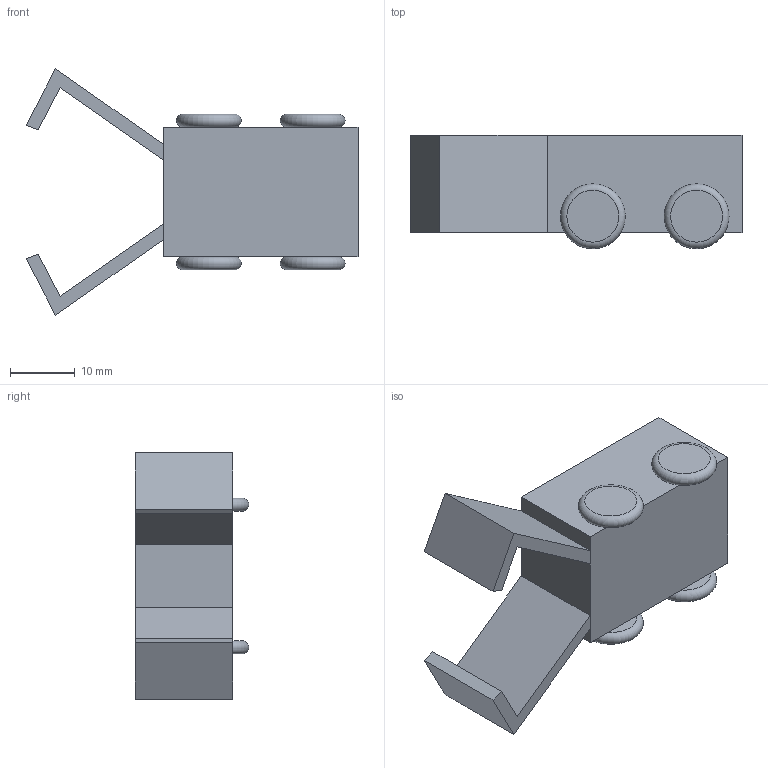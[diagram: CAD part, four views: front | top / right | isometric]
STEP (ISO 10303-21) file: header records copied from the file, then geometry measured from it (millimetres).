
FILE_DESCRIPTION(/* description */ (''),/* implementation_level */ '2;1');
FILE_NAME(/* name */ 'Prototype4 v0.step',/* time_stamp */ '2021-02-21T23:48:01+00:00',/* author */ (''),/* organization */ (''),/* preprocessor_version */ 'ST-DEVELOPER v18.1',/* originating_system */ 'Autodesk Translation Framework v9.7.1.1290',/* authorisation */ '');
FILE_SCHEMA (('AUTOMOTIVE_DESIGN { 1 0 10303 214 3 1 1 }'));
Length unit declared in the file: millimetre
Products named in the file (1): Prototype4
Bounding box: 51.19 x 17.5 x 37.99 mm (x, y, z)
Volume: 11284.1 mm3; surface area: 5536.9 mm2
Topology: 7 solids, 7 shells, 34 faces, 60 edges, 40 vertices
Faces by surface type: plane 30, torus 4
Entity records: 843 total; most frequent: DIRECTION 142, CARTESIAN_POINT 135, ORIENTED_EDGE 120, EDGE_CURVE 60, LINE 48, VECTOR 48, AXIS2_PLACEMENT_3D 47, VERTEX_POINT 40
